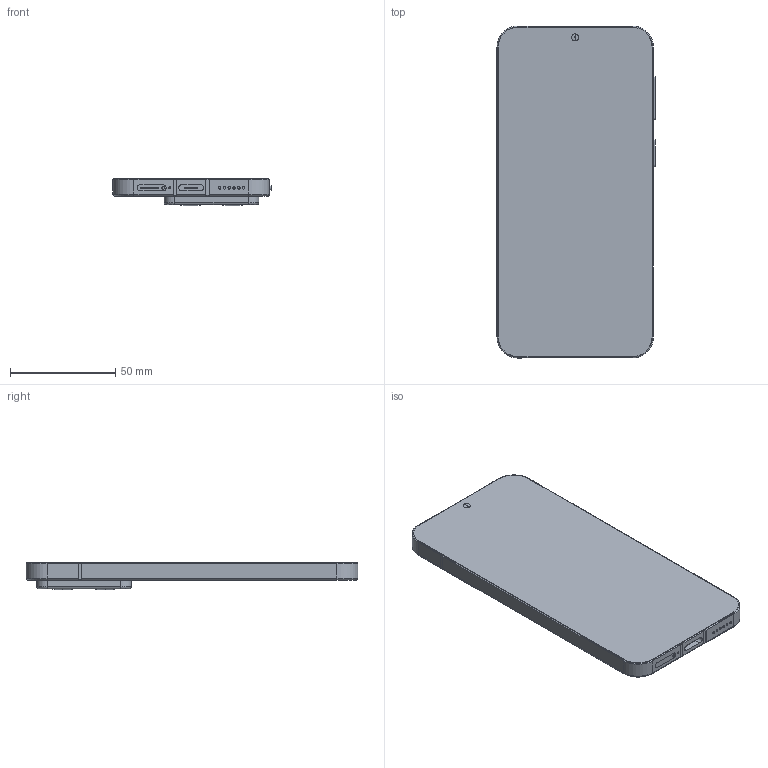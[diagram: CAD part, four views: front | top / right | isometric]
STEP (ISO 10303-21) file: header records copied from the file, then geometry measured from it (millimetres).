
FILE_DESCRIPTION (( 'STEP AP214' ), '1' );
FILE_NAME ('xiaomi15匢嫖窅唳.STEP', '2025-01-14T11:01:45', ( '' ), ( '' ), 'SwSTEP 2.0', 'SolidWorks 2024', '' );
FILE_SCHEMA (( 'AUTOMOTIVE_DESIGN' ));
Length unit declared in the file: millimetre
Products named in the file (4): 机身; xiaomi15闪光银版; 摄像头模组; sim卡存储槽
Assembly tree (3 placements, depth 2):
  xiaomi15闪光银版
    机身
    sim卡存储槽
    摄像头模组
Bounding box: 75.1 x 157.6 x 13 mm (x, y, z)
Volume: 104843.3 mm3; surface area: 32588.5 mm2
Topology: 3 solids, 3 shells, 312 faces, 767 edges, 498 vertices
Faces by surface type: plane 201, cylinder 53, bspline 36, torus 18, cone 4
Entity records: 11240 total; most frequent: CARTESIAN_POINT 3835, ORIENTED_EDGE 1534, DIRECTION 1423, EDGE_CURVE 767, VECTOR 531, LINE 531, VERTEX_POINT 498, AXIS2_PLACEMENT_3D 446
